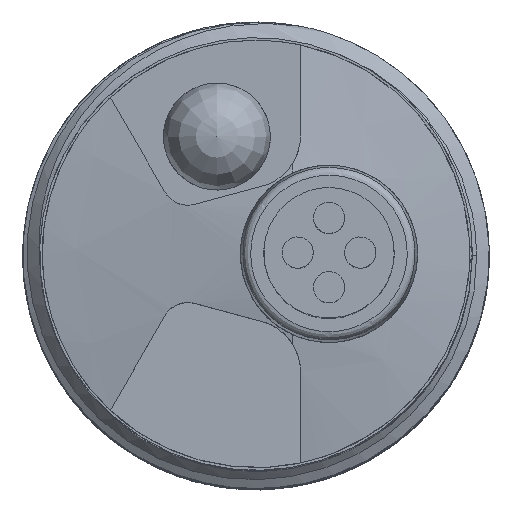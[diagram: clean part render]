
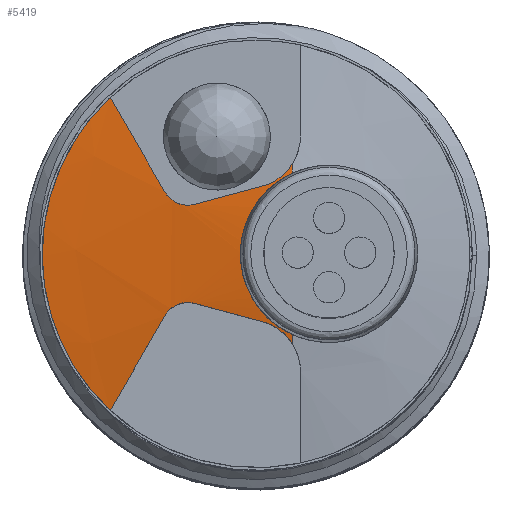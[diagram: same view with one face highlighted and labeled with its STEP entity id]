
A CAD part, top view. The second image highlights one B-rep face of the part: STEP entity #5419.
In plain terms, the highlighted free-form (B-spline) face has degree [1, 2] with [2, 9] control points.
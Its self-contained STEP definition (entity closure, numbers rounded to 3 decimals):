
#5042=CARTESIAN_POINT('',(-5.59,-6.002,65.496));
#5043=VERTEX_POINT('',#5042);
#5049=CARTESIAN_POINT('',(-5.589,6.002,65.496));
#5050=VERTEX_POINT('',#5049);
#5051=CARTESIAN_POINT('',(-5.591,-6.003,65.495));
#5052=CARTESIAN_POINT('',(-7.564,-4.166,65.409));
#5053=CARTESIAN_POINT('',(-8.577,-1.404,65.373));
#5054=CARTESIAN_POINT('',(-7.752,3.248,65.406));
#5055=CARTESIAN_POINT('',(-6.853,4.828,65.441));
#5056=CARTESIAN_POINT('',(-5.59,6.003,65.496));
#5057=B_SPLINE_CURVE_WITH_KNOTS('',3,(#5051,#5052,#5053,#5054,#5055,#5056),.UNSPECIFIED.,.F.,.U.,(4,2,4),(0.539,1.259,1.72),.UNSPECIFIED.);
#5058=EDGE_CURVE('',#5043,#5050,#5057,.T.);
#5178=CARTESIAN_POINT('',(1.4,-3.455,66.538));
#5179=VERTEX_POINT('',#5178);
#5197=CARTESIAN_POINT('',(1.4,3.455,66.538));
#5198=VERTEX_POINT('',#5197);
#5206=CARTESIAN_POINT('',(1.4,3.098,66.591));
#5207=VERTEX_POINT('',#5206);
#5208=CARTESIAN_POINT('',(1.4,3.455,66.539));
#5209=CARTESIAN_POINT('',(1.4,3.333,66.557));
#5210=CARTESIAN_POINT('',(1.4,3.214,66.574));
#5211=CARTESIAN_POINT('',(1.4,3.098,66.591));
#5212=B_SPLINE_CURVE_WITH_KNOTS('',3,(#5208,#5209,#5210,#5211),.UNSPECIFIED.,.F.,.U.,(4,4),(0.13,0.188),.UNSPECIFIED.);
#5213=EDGE_CURVE('',#5198,#5207,#5212,.T.);
#5224=CARTESIAN_POINT('',(1.4,-3.098,66.591));
#5225=VERTEX_POINT('',#5224);
#5237=CARTESIAN_POINT('',(1.4,-3.098,66.591));
#5238=CARTESIAN_POINT('',(1.4,-3.214,66.574));
#5239=CARTESIAN_POINT('',(1.4,-3.333,66.557));
#5240=CARTESIAN_POINT('',(1.4,-3.455,66.539));
#5241=B_SPLINE_CURVE_WITH_KNOTS('',3,(#5237,#5238,#5239,#5240),.UNSPECIFIED.,.F.,.U.,(4,4),(0.812,0.87),.UNSPECIFIED.);
#5242=EDGE_CURVE('',#5225,#5179,#5241,.T.);
#5312=CARTESIAN_POINT('',(-3.489,-2.365,66.066));
#5313=VERTEX_POINT('',#5312);
#5319=CARTESIAN_POINT('',(-5.588,-6.001,65.496));
#5320=CARTESIAN_POINT('',(-4.317,-3.799,65.863));
#5321=CARTESIAN_POINT('',(-3.489,-2.365,66.066));
#5322=(BOUNDED_CURVE()B_SPLINE_CURVE(2,(#5319,#5320,#5321),.HYPERBOLIC_ARC.,.F.,.U.)B_SPLINE_CURVE_WITH_KNOTS((3,3),(0.,1.),.UNSPECIFIED.)CURVE()GEOMETRIC_REPRESENTATION_ITEM()RATIONAL_B_SPLINE_CURVE((1.124,1.336,1.492))REPRESENTATION_ITEM(''));
#5323=EDGE_CURVE('',#5043,#5313,#5322,.T.);
#5330=CARTESIAN_POINT('',(2.8,0.,67.13));
#5331=CARTESIAN_POINT('',(2.8,0.,67.13));
#5332=CARTESIAN_POINT('',(2.8,0.,67.13));
#5333=CARTESIAN_POINT('',(2.8,0.,67.13));
#5334=CARTESIAN_POINT('',(2.8,0.,67.13));
#5335=CARTESIAN_POINT('',(2.8,0.,67.13));
#5336=CARTESIAN_POINT('',(2.8,0.,67.13));
#5337=CARTESIAN_POINT('',(2.8,0.,67.13));
#5338=CARTESIAN_POINT('',(2.8,0.,67.13));
#5339=CARTESIAN_POINT('',(22.278,-0.331,64.045));
#5340=CARTESIAN_POINT('',(22.609,19.146,64.045));
#5341=CARTESIAN_POINT('',(3.131,19.478,64.045));
#5342=CARTESIAN_POINT('',(-16.346,19.809,64.045));
#5343=CARTESIAN_POINT('',(-16.678,0.331,64.045));
#5344=CARTESIAN_POINT('',(-17.009,-19.146,64.045));
#5345=CARTESIAN_POINT('',(2.469,-19.478,64.045));
#5346=CARTESIAN_POINT('',(21.946,-19.809,64.045));
#5347=CARTESIAN_POINT('',(22.278,-0.331,64.045));
#5348=(BOUNDED_SURFACE()B_SPLINE_SURFACE(1,2,((#5330,#5331,#5332,#5333,#5334,#5335,#5336,#5337,#5338),(#5339,#5340,#5341,#5342,#5343,#5344,#5345,#5346,#5347)),.GENERALISED_CONE.,.F.,.T.,.U.)B_SPLINE_SURFACE_WITH_KNOTS((2,2),(3,2,2,2,3),(0.,1.),(0.,0.25,0.5,0.75,1.),.UNSPECIFIED.)GEOMETRIC_REPRESENTATION_ITEM()RATIONAL_B_SPLINE_SURFACE(((1.,0.707,1.,0.707,1.,0.707,1.,0.707,1.),(1.,0.707,1.,0.707,1.,0.707,1.,0.707,1.)))REPRESENTATION_ITEM('')SURFACE());
#5349=CARTESIAN_POINT('',(0.228,2.593,66.551));
#5350=VERTEX_POINT('',#5349);
#5351=CARTESIAN_POINT('',(1.4,3.455,66.537));
#5352=CARTESIAN_POINT('',(1.139,3.042,66.58));
#5353=CARTESIAN_POINT('',(0.728,2.727,66.592));
#5354=CARTESIAN_POINT('',(0.228,2.593,66.551));
#5355=B_SPLINE_CURVE_WITH_KNOTS('',3,(#5351,#5352,#5353,#5354),.UNSPECIFIED.,.F.,.U.,(4,4),(0.,0.569),.UNSPECIFIED.);
#5356=EDGE_CURVE('',#5198,#5350,#5355,.T.);
#5357=ORIENTED_EDGE('',*,*,#5356,.T.);
#5358=CARTESIAN_POINT('',(-2.364,1.899,66.259));
#5359=VERTEX_POINT('',#5358);
#5360=CARTESIAN_POINT('',(0.228,2.593,66.551));
#5361=CARTESIAN_POINT('',(-0.806,2.316,66.467));
#5362=CARTESIAN_POINT('',(-2.364,1.899,66.259));
#5363=(BOUNDED_CURVE()B_SPLINE_CURVE(2,(#5360,#5361,#5362),.HYPERBOLIC_ARC.,.F.,.U.)B_SPLINE_CURVE_WITH_KNOTS((3,3),(0.,1.),.UNSPECIFIED.)CURVE()GEOMETRIC_REPRESENTATION_ITEM()RATIONAL_B_SPLINE_CURVE((2.241,2.079,1.763))REPRESENTATION_ITEM(''));
#5364=EDGE_CURVE('',#5350,#5359,#5363,.T.);
#5365=ORIENTED_EDGE('',*,*,#5364,.T.);
#5366=CARTESIAN_POINT('',(-3.489,2.365,66.066));
#5367=VERTEX_POINT('',#5366);
#5368=CARTESIAN_POINT('',(-2.364,1.899,66.259));
#5369=CARTESIAN_POINT('',(-2.802,1.781,66.2));
#5370=CARTESIAN_POINT('',(-3.263,1.972,66.121));
#5371=CARTESIAN_POINT('',(-3.489,2.365,66.066));
#5372=B_SPLINE_CURVE_WITH_KNOTS('',3,(#5368,#5369,#5370,#5371),.UNSPECIFIED.,.F.,.U.,(4,4),(0.,1.),.UNSPECIFIED.);
#5373=EDGE_CURVE('',#5359,#5367,#5372,.T.);
#5374=ORIENTED_EDGE('',*,*,#5373,.T.);
#5375=CARTESIAN_POINT('',(-3.489,2.365,66.066));
#5376=CARTESIAN_POINT('',(-4.317,3.799,65.863));
#5377=CARTESIAN_POINT('',(-5.588,6.001,65.496));
#5378=(BOUNDED_CURVE()B_SPLINE_CURVE(2,(#5375,#5376,#5377),.HYPERBOLIC_ARC.,.F.,.U.)B_SPLINE_CURVE_WITH_KNOTS((3,3),(0.,1.),.UNSPECIFIED.)CURVE()GEOMETRIC_REPRESENTATION_ITEM()RATIONAL_B_SPLINE_CURVE((1.492,1.336,1.124))REPRESENTATION_ITEM(''));
#5379=EDGE_CURVE('',#5367,#5050,#5378,.T.);
#5380=ORIENTED_EDGE('',*,*,#5379,.T.);
#5381=ORIENTED_EDGE('',*,*,#5058,.F.);
#5382=ORIENTED_EDGE('',*,*,#5323,.T.);
#5383=CARTESIAN_POINT('',(-2.364,-1.899,66.259));
#5384=VERTEX_POINT('',#5383);
#5385=CARTESIAN_POINT('',(-3.489,-2.365,66.066));
#5386=CARTESIAN_POINT('',(-3.263,-1.972,66.121));
#5387=CARTESIAN_POINT('',(-2.802,-1.781,66.2));
#5388=CARTESIAN_POINT('',(-2.364,-1.899,66.259));
#5389=B_SPLINE_CURVE_WITH_KNOTS('',3,(#5385,#5386,#5387,#5388),.UNSPECIFIED.,.F.,.U.,(4,4),(0.,1.),.UNSPECIFIED.);
#5390=EDGE_CURVE('',#5313,#5384,#5389,.T.);
#5391=ORIENTED_EDGE('',*,*,#5390,.T.);
#5392=CARTESIAN_POINT('',(0.228,-2.593,66.551));
#5393=VERTEX_POINT('',#5392);
#5394=CARTESIAN_POINT('',(-2.364,-1.899,66.259));
#5395=CARTESIAN_POINT('',(-0.806,-2.316,66.467));
#5396=CARTESIAN_POINT('',(0.228,-2.593,66.551));
#5397=(BOUNDED_CURVE()B_SPLINE_CURVE(2,(#5394,#5395,#5396),.HYPERBOLIC_ARC.,.F.,.U.)B_SPLINE_CURVE_WITH_KNOTS((3,3),(0.,1.),.UNSPECIFIED.)CURVE()GEOMETRIC_REPRESENTATION_ITEM()RATIONAL_B_SPLINE_CURVE((1.763,2.079,2.241))REPRESENTATION_ITEM(''));
#5398=EDGE_CURVE('',#5384,#5393,#5397,.T.);
#5399=ORIENTED_EDGE('',*,*,#5398,.T.);
#5400=CARTESIAN_POINT('',(0.228,-2.593,66.551));
#5401=CARTESIAN_POINT('',(0.728,-2.727,66.592));
#5402=CARTESIAN_POINT('',(1.139,-3.042,66.58));
#5403=CARTESIAN_POINT('',(1.4,-3.455,66.537));
#5404=B_SPLINE_CURVE_WITH_KNOTS('',3,(#5400,#5401,#5402,#5403),.UNSPECIFIED.,.F.,.U.,(4,4),(0.431,1.),.UNSPECIFIED.);
#5405=EDGE_CURVE('',#5393,#5179,#5404,.T.);
#5406=ORIENTED_EDGE('',*,*,#5405,.T.);
#5407=ORIENTED_EDGE('',*,*,#5242,.F.);
#5408=CARTESIAN_POINT('',(1.4,-3.098,66.591));
#5409=CARTESIAN_POINT('',(-0.636,-2.178,66.591));
#5410=CARTESIAN_POINT('',(-0.6,0.056,66.591));
#5411=CARTESIAN_POINT('',(-0.564,2.211,66.591));
#5412=CARTESIAN_POINT('',(1.4,3.098,66.591));
#5413=(BOUNDED_CURVE()B_SPLINE_CURVE(2,(#5408,#5409,#5410,#5411,#5412),.CIRCULAR_ARC.,.F.,.U.)B_SPLINE_CURVE_WITH_KNOTS((3,2,3),(0.323,0.505,0.683),.UNSPECIFIED.)CURVE()GEOMETRIC_REPRESENTATION_ITEM()RATIONAL_B_SPLINE_CURVE((0.885,0.786,1.,0.792,0.879))REPRESENTATION_ITEM(''));
#5414=EDGE_CURVE('',#5225,#5207,#5413,.T.);
#5415=ORIENTED_EDGE('',*,*,#5414,.T.);
#5416=ORIENTED_EDGE('',*,*,#5213,.F.);
#5417=EDGE_LOOP('',(#5357,#5365,#5374,#5380,#5381,#5382,#5391,#5399,#5406,#5407,#5415,#5416));
#5418=FACE_OUTER_BOUND('',#5417,.T.);
#5419=ADVANCED_FACE('',(#5418),#5348,.T.);
